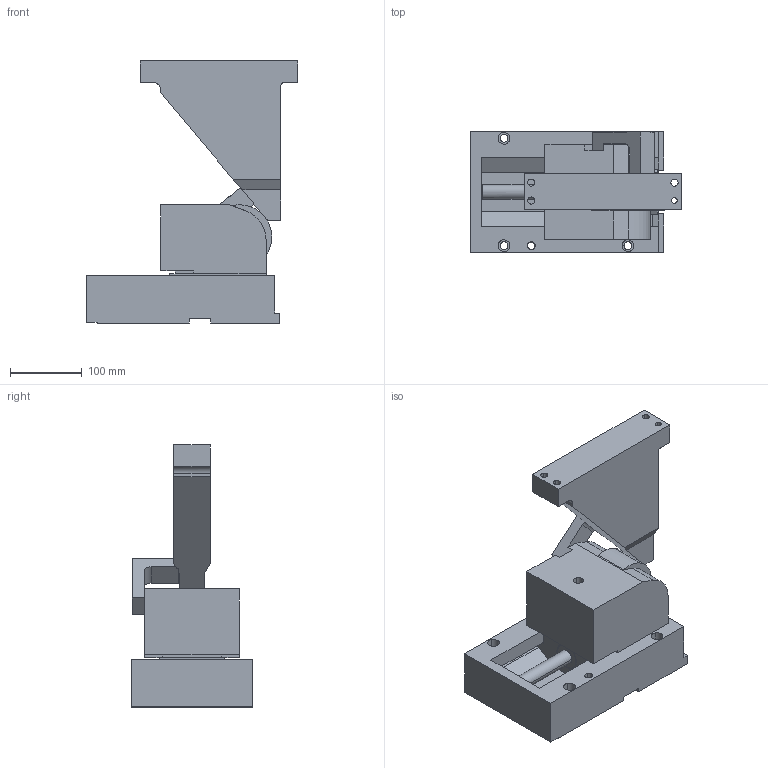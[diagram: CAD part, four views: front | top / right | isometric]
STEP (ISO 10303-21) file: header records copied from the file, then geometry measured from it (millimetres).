
FILE_DESCRIPTION(('CATIA V5 STEP Exchange'),'2;1');
FILE_NAME('CRCS_15000_100_ACCESSORIES.stp','2015-05-18T07:18:34+00:00',('none'),('none'),'CATIA Version 5 Release 20 GA (IN-10)','CATIA V5 STEP AP203','none');
FILE_SCHEMA(('CONFIG_CONTROL_DESIGN'));
Length unit declared in the file: millimetre
Products named in the file (1): CRCS_15000_100_ACCESSORIES
Assembly tree (3 placements, depth 2):
  CRCS_15000_100_ACCESSORIES
    #58
    #10683
    #11747
Bounding box: 295 x 170 x 366 mm (x, y, z)
Volume: 5314876.7 mm3; surface area: 482210.4 mm2
Topology: 4 solids, 48 shells, 249 faces, 1211 edges, 1023 vertices
Faces by surface type: plane 145, cylinder 84, revolution 10, bspline 6, cone 4
Entity records: 12324 total; most frequent: CARTESIAN_POINT 4372, ORIENTED_EDGE 1736, EDGE_CURVE 1201, VERTEX_POINT 1023, DIRECTION 892, B_SPLINE_CURVE_WITH_KNOTS 657, VECTOR 403, LINE 403
